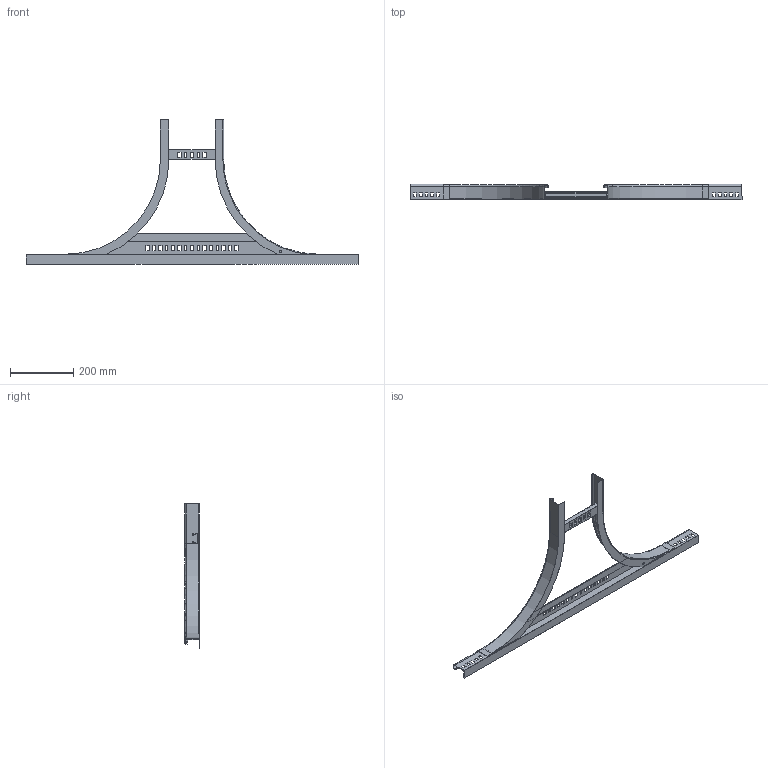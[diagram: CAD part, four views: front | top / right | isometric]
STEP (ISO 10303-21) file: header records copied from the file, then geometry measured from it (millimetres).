
FILE_DESCRIPTION (( 'STEP AP214' ), '1' );
FILE_NAME ('6225830.stp', '2017-03-24T12:52:45', ( '' ), ( '' ), 'SwSTEP 2.0', 'SolidWorks 2016', '' );
FILE_SCHEMA (( 'AUTOMOTIVE_DESIGN' ));
Length unit declared in the file: millimetre
Products named in the file (5): 079986_L=0192; 087887_Innenholm 45xR300 re; 6225830; 087887_Innenholm 45xR300 li; 087888_St》zprofil f〉 R300 NB200
Assembly tree (4 placements, depth 2):
  6225830
    087887_Innenholm 45xR300 re
    079986_L=0192
    087888_St》zprofil f〉 R300 NB200
    087887_Innenholm 45xR300 li
Bounding box: 1050 x 50 x 456.2 mm (x, y, z)
Volume: 353208.7 mm3; surface area: 446396.2 mm2
Topology: 4 solids, 4 shells, 283 faces, 802 edges, 527 vertices
Faces by surface type: plane 196, cylinder 75, bspline 12
Entity records: 13627 total; most frequent: CARTESIAN_POINT 2803, ORIENTED_EDGE 1604, DIRECTION 1480, EDGE_CURVE 802, VECTOR 624, LINE 624, VERTEX_POINT 527, AXIS2_PLACEMENT_3D 428
